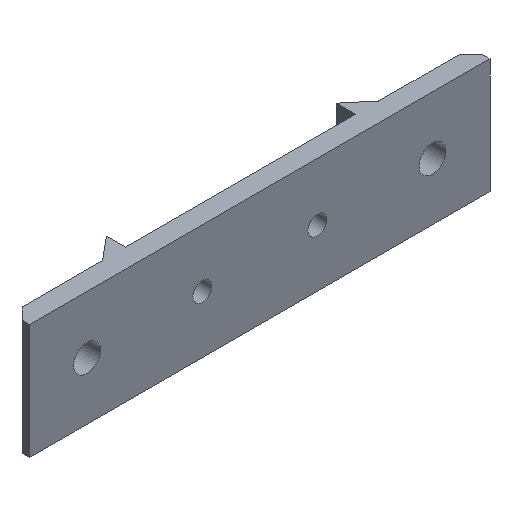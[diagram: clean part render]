
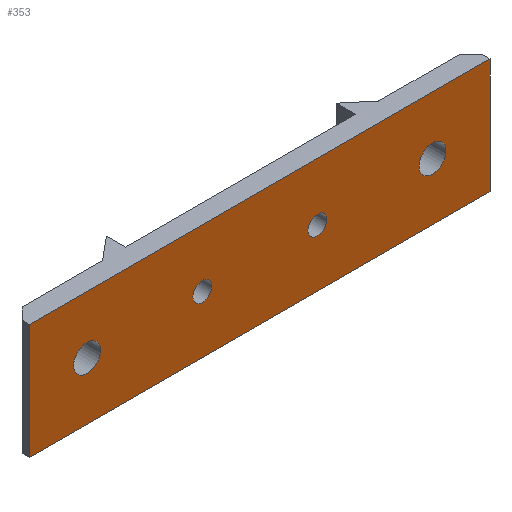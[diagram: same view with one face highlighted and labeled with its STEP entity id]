
A CAD part, isometric view. The second image highlights one B-rep face of the part: STEP entity #353.
In plain terms, the highlighted planar face has unit normal (0, -1, 0).
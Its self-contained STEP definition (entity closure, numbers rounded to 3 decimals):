
#20=LINE('',#507,#56);
#31=LINE('',#528,#67);
#36=LINE('',#538,#72);
#49=LINE('',#564,#85);
#56=VECTOR('',#418,30.);
#67=VECTOR('',#431,120.);
#72=VECTOR('',#440,30.);
#85=VECTOR('',#467,120.);
#99=PLANE('',#381);
#107=FACE_BOUND('',#154,.T.);
#108=FACE_BOUND('',#155,.T.);
#109=FACE_BOUND('',#156,.T.);
#110=FACE_BOUND('',#157,.T.);
#129=FACE_OUTER_BOUND('',#153,.T.);
#153=EDGE_LOOP('',(#319,#320,#321,#322));
#154=EDGE_LOOP('',(#323));
#155=EDGE_LOOP('',(#324));
#156=EDGE_LOOP('',(#325));
#157=EDGE_LOOP('',(#326));
#161=CIRCLE('',#358,3.5);
#163=CIRCLE('',#361,3.5);
#165=CIRCLE('',#364,2.459);
#167=CIRCLE('',#367,2.459);
#169=VERTEX_POINT('',#475);
#171=VERTEX_POINT('',#480);
#173=VERTEX_POINT('',#485);
#175=VERTEX_POINT('',#490);
#181=VERTEX_POINT('',#504);
#182=VERTEX_POINT('',#506);
#191=VERTEX_POINT('',#526);
#194=VERTEX_POINT('',#536);
#201=EDGE_CURVE('',#169,#169,#161,.T.);
#203=EDGE_CURVE('',#171,#171,#163,.T.);
#205=EDGE_CURVE('',#173,#173,#165,.T.);
#207=EDGE_CURVE('',#175,#175,#167,.T.);
#214=EDGE_CURVE('',#182,#181,#20,.T.);
#225=EDGE_CURVE('',#181,#191,#31,.T.);
#230=EDGE_CURVE('',#191,#194,#36,.T.);
#243=EDGE_CURVE('',#194,#182,#49,.T.);
#319=ORIENTED_EDGE('',*,*,#225,.T.);
#320=ORIENTED_EDGE('',*,*,#230,.T.);
#321=ORIENTED_EDGE('',*,*,#243,.T.);
#322=ORIENTED_EDGE('',*,*,#214,.T.);
#323=ORIENTED_EDGE('',*,*,#201,.T.);
#324=ORIENTED_EDGE('',*,*,#203,.T.);
#325=ORIENTED_EDGE('',*,*,#205,.T.);
#326=ORIENTED_EDGE('',*,*,#207,.T.);
#353=ADVANCED_FACE('',(#129,#107,#108,#109,#110),#99,.F.);
#358=AXIS2_PLACEMENT_3D('',#476,#387,#388);
#361=AXIS2_PLACEMENT_3D('',#481,#393,#394);
#364=AXIS2_PLACEMENT_3D('',#486,#399,#400);
#367=AXIS2_PLACEMENT_3D('',#491,#405,#406);
#381=AXIS2_PLACEMENT_3D('',#566,#469,#470);
#387=DIRECTION('center_axis',(0.,1.,0.));
#388=DIRECTION('ref_axis',(1.,0.,0.));
#393=DIRECTION('center_axis',(0.,1.,0.));
#394=DIRECTION('ref_axis',(1.,0.,0.));
#399=DIRECTION('center_axis',(0.,1.,0.));
#400=DIRECTION('ref_axis',(1.,0.,0.));
#405=DIRECTION('center_axis',(0.,1.,0.));
#406=DIRECTION('ref_axis',(1.,0.,0.));
#418=DIRECTION('',(0.,0.,1.));
#431=DIRECTION('',(-1.,0.,0.));
#440=DIRECTION('',(0.,0.,-1.));
#467=DIRECTION('',(1.,0.,0.));
#469=DIRECTION('center_axis',(0.,1.,0.));
#470=DIRECTION('ref_axis',(0.,0.,1.));
#475=CARTESIAN_POINT('',(-48.5,0.,0.));
#476=CARTESIAN_POINT('Origin',(-45.,0.,0.));
#480=CARTESIAN_POINT('',(41.5,0.,0.));
#481=CARTESIAN_POINT('Origin',(45.,0.,0.));
#485=CARTESIAN_POINT('',(-17.459,0.,0.));
#486=CARTESIAN_POINT('Origin',(-15.,0.,0.));
#490=CARTESIAN_POINT('',(12.542,0.,0.));
#491=CARTESIAN_POINT('Origin',(15.,0.,0.));
#504=CARTESIAN_POINT('',(60.,0.,15.));
#506=CARTESIAN_POINT('',(60.,0.,-15.));
#507=CARTESIAN_POINT('',(60.,0.,-15.));
#526=CARTESIAN_POINT('',(-60.,0.,15.));
#528=CARTESIAN_POINT('',(60.,0.,15.));
#536=CARTESIAN_POINT('',(-60.,0.,-15.));
#538=CARTESIAN_POINT('',(-60.,0.,15.));
#564=CARTESIAN_POINT('',(-60.,0.,-15.));
#566=CARTESIAN_POINT('Origin',(0.,0.,0.));
